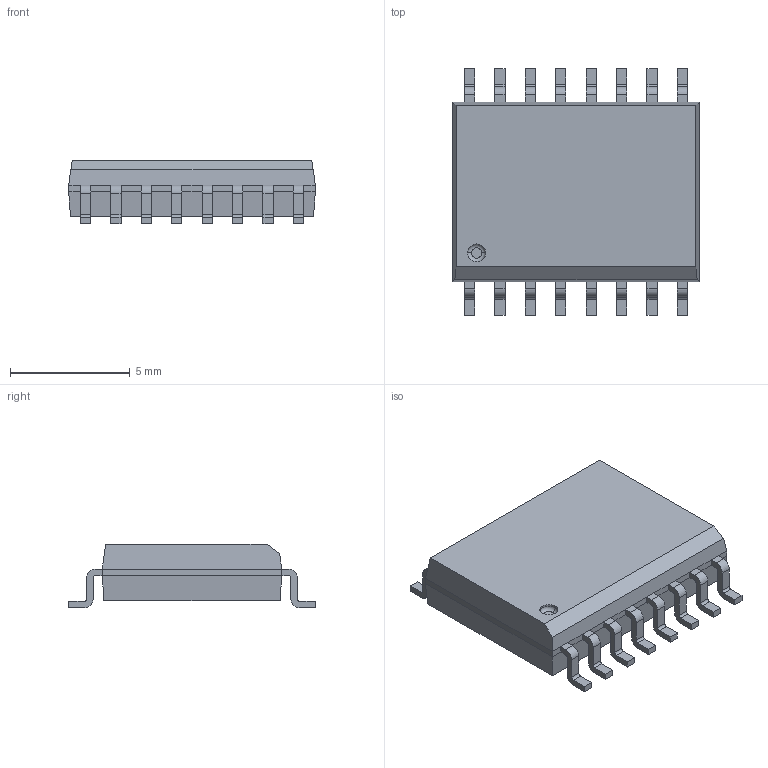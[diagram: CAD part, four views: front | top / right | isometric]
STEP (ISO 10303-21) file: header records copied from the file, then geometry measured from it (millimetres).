
FILE_DESCRIPTION (( 'STEP AP214' ), '1' );
FILE_NAME ('46B77C5E-1F4B-4980-BCB1-3E21C7B99D0E.STEP', '2008-06-19T10:00:42', ( 'sysAdmin' ), ( 'SolidWorks' ), 'SwSTEP 2.0', 'SolidWorks 2008', '' );
FILE_SCHEMA (( 'AUTOMOTIVE_DESIGN' ));
Length unit declared in the file: millimetre
Products named in the file (1): 46B77C5E-1F4B-4980-BCB1-3E21C7B99D0E
Bounding box: 10.3 x 10.3 x 2.65 mm (x, y, z)
Volume: 181.1 mm3; surface area: 284.5 mm2
Topology: 1 solids, 1 shells, 244 faces, 649 edges, 408 vertices
Faces by surface type: plane 176, cylinder 66, torus 2
Entity records: 7876 total; most frequent: CARTESIAN_POINT 1302, ORIENTED_EDGE 1298, DIRECTION 1275, EDGE_CURVE 649, LINE 513, VECTOR 513, VERTEX_POINT 408, AXIS2_PLACEMENT_3D 381
